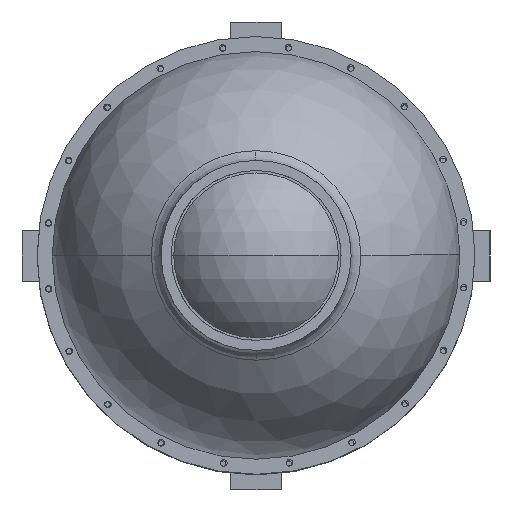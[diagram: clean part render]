
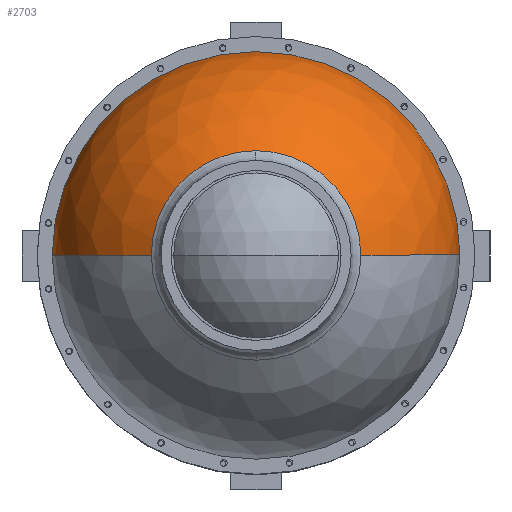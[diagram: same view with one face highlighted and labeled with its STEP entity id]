
A CAD part, left-side view. The second image highlights one B-rep face of the part: STEP entity #2703.
In plain terms, the highlighted spherical face has radius 810 mm.
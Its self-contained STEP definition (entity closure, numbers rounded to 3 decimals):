
#213 = CARTESIAN_POINT ( 'NONE',  ( -2379.737, -416.461, 0. ) ) ;
#388 = ORIENTED_EDGE ( 'NONE', *, *, #6434, .T. ) ;
#409 = CARTESIAN_POINT ( 'NONE',  ( -1685., 0., 0. ) ) ;
#499 = DIRECTION ( 'NONE',  ( 0., 0., 1. ) ) ;
#638 = DIRECTION ( 'NONE',  ( 0., 0., -1. ) ) ;
#937 = CARTESIAN_POINT ( 'NONE',  ( -1685., 810., 0. ) ) ;
#1055 = CARTESIAN_POINT ( 'NONE',  ( -2379.737, 0., 416.461 ) ) ;
#1185 = AXIS2_PLACEMENT_3D ( 'NONE', #2648, #6584, #6060 ) ;
#1302 = CARTESIAN_POINT ( 'NONE',  ( -1685., 0., 0. ) ) ;
#1342 = ORIENTED_EDGE ( 'NONE', *, *, #5352, .F. ) ;
#1361 = EDGE_CURVE ( 'NONE', #2587, #4717, #3740, .T. ) ;
#1470 = CARTESIAN_POINT ( 'NONE',  ( -2379.737, 0., 0. ) ) ;
#1743 = FACE_OUTER_BOUND ( 'NONE', #3966, .T. ) ;
#1843 = AXIS2_PLACEMENT_3D ( 'NONE', #409, #4149, #4749 ) ;
#1875 = CIRCLE ( 'NONE', #4354, 810. ) ;
#1918 = EDGE_CURVE ( 'NONE', #4717, #3806, #4433, .T. ) ;
#2117 = DIRECTION ( 'NONE',  ( 1., 0., 0. ) ) ;
#2297 = DIRECTION ( 'NONE',  ( 0., -1., 0. ) ) ;
#2546 = AXIS2_PLACEMENT_3D ( 'NONE', #1470, #2117, #499 ) ;
#2587 = VERTEX_POINT ( 'NONE', #937 ) ;
#2648 = CARTESIAN_POINT ( 'NONE',  ( -2379.737, 0., 0. ) ) ;
#2703 = ADVANCED_FACE ( 'NONE', ( #1743 ), #4342, .T. ) ;
#2805 = CARTESIAN_POINT ( 'NONE',  ( -1685., 0., 0. ) ) ;
#2874 = ORIENTED_EDGE ( 'NONE', *, *, #1918, .T. ) ;
#3294 = DIRECTION ( 'NONE',  ( 0., -1., 0. ) ) ;
#3361 = DIRECTION ( 'NONE',  ( -1., 0., 0. ) ) ;
#3668 = CIRCLE ( 'NONE', #4010, 810. ) ;
#3740 = CIRCLE ( 'NONE', #1843, 810. ) ;
#3802 = CARTESIAN_POINT ( 'NONE',  ( -1685., -810., 0. ) ) ;
#3806 = VERTEX_POINT ( 'NONE', #1055 ) ;
#3894 = VERTEX_POINT ( 'NONE', #3802 ) ;
#3938 = ORIENTED_EDGE ( 'NONE', *, *, #3988, .T. ) ;
#3966 = EDGE_LOOP ( 'NONE', ( #2874, #388, #1342, #3938, #5207 ) ) ;
#3988 = EDGE_CURVE ( 'NONE', #3894, #2587, #3668, .T. ) ;
#4010 = AXIS2_PLACEMENT_3D ( 'NONE', #1302, #4957, #2297 ) ;
#4149 = DIRECTION ( 'NONE',  ( 0., 0., 1. ) ) ;
#4320 = VERTEX_POINT ( 'NONE', #213 ) ;
#4342 = SPHERICAL_SURFACE ( 'NONE', #6197, 810. ) ;
#4354 = AXIS2_PLACEMENT_3D ( 'NONE', #5805, #5288, #3294 ) ;
#4433 = CIRCLE ( 'NONE', #1185, 416.461 ) ;
#4671 = CIRCLE ( 'NONE', #2546, 416.461 ) ;
#4717 = VERTEX_POINT ( 'NONE', #4944 ) ;
#4749 = DIRECTION ( 'NONE',  ( 0., 1., 0. ) ) ;
#4944 = CARTESIAN_POINT ( 'NONE',  ( -2379.737, 416.461, 0. ) ) ;
#4957 = DIRECTION ( 'NONE',  ( -1., 0., 0. ) ) ;
#5207 = ORIENTED_EDGE ( 'NONE', *, *, #1361, .T. ) ;
#5288 = DIRECTION ( 'NONE',  ( 0., 0., -1. ) ) ;
#5352 = EDGE_CURVE ( 'NONE', #3894, #4320, #1875, .T. ) ;
#5805 = CARTESIAN_POINT ( 'NONE',  ( -1685., 0., 0. ) ) ;
#6060 = DIRECTION ( 'NONE',  ( 0., 1., 0. ) ) ;
#6197 = AXIS2_PLACEMENT_3D ( 'NONE', #2805, #3361, #638 ) ;
#6434 = EDGE_CURVE ( 'NONE', #3806, #4320, #4671, .T. ) ;
#6584 = DIRECTION ( 'NONE',  ( 1., 0., 0. ) ) ;
